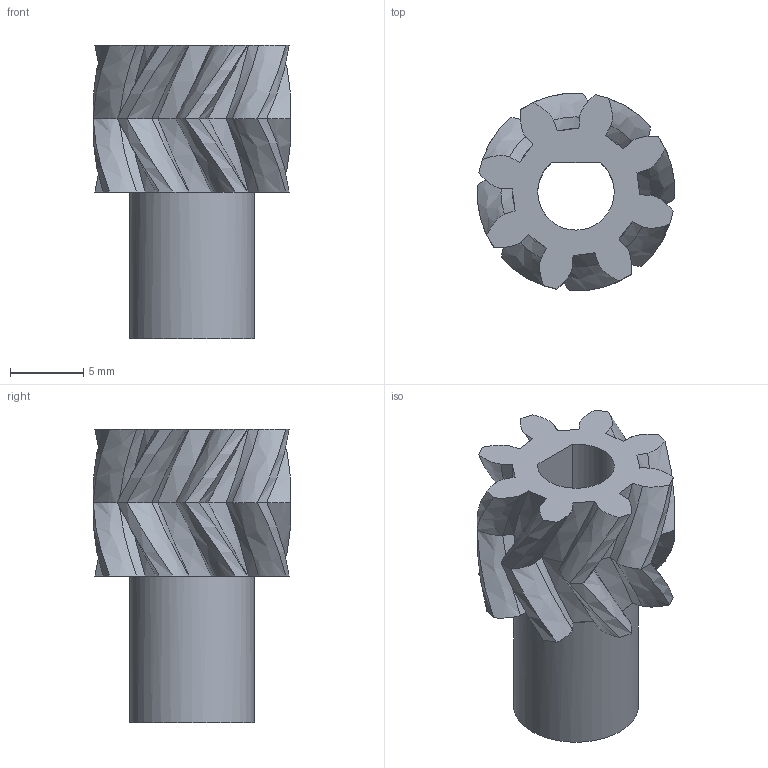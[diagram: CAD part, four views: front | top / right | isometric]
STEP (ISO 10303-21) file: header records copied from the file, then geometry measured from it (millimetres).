
FILE_DESCRIPTION(('FreeCAD Model'),'2;1');
FILE_NAME('pitch-pinion.step', '2019-10-22T22:33:35',('Author'),(''), 'Open CASCADE STEP processor 7.3','FreeCAD','Unknown');
FILE_SCHEMA(('AUTOMOTIVE_DESIGN { 1 0 10303 214 1 1 1 1 }'));
Length unit declared in the file: millimetre
Products named in the file (1): Pocket036
Bounding box: 13.45 x 13.45 x 20 mm (x, y, z)
Volume: 1120.2 mm3; surface area: 1412.9 mm2
Topology: 1 solids, 1 shells, 102 faces, 252 edges, 153 vertices
Faces by surface type: bspline 98, cylinder 2, plane 2
Full cylindrical faces by diameter (mm): 8.5 x1
Entity records: 9126 total; most frequent: CARTESIAN_POINT 5712, B_SPLINE_CURVE_WITH_KNOTS 740, ORIENTED_EDGE 504, PCURVE 504, DEFINITIONAL_REPRESENTATION 504, EDGE_CURVE 252, SURFACE_CURVE 251, VERTEX_POINT 153
